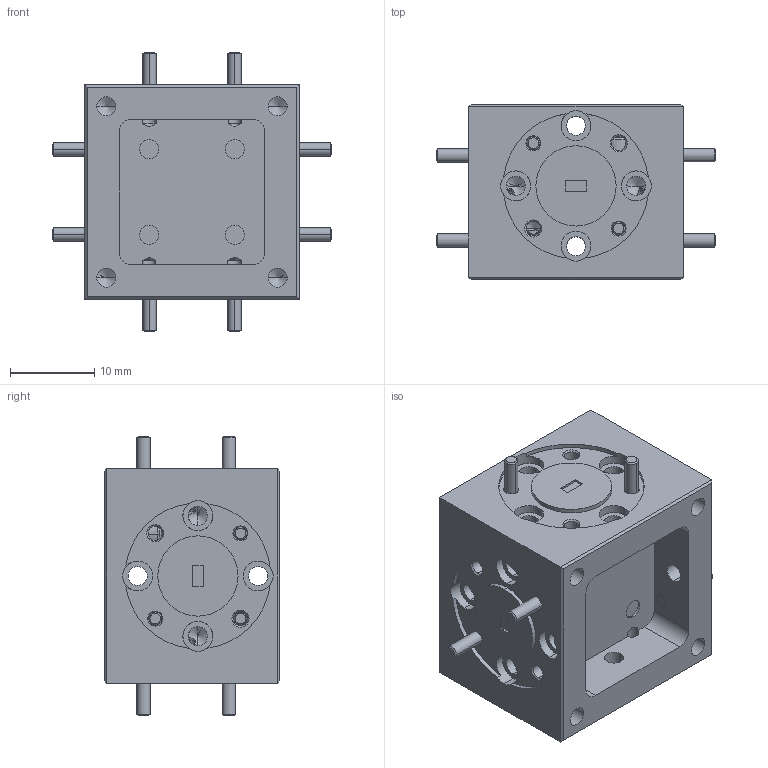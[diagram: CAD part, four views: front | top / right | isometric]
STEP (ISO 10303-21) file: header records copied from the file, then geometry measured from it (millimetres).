
FILE_DESCRIPTION (( 'STEP AP203' ), '1' );
FILE_NAME ('WX-BW-4-F7-A.STEP', '2022-12-02T23:34:25', ( '' ), ( '' ), 'SwSTEP 2.0', 'SolidWorks 2021', '' );
FILE_SCHEMA (( 'CONFIG_CONTROL_DESIGN' ));
Length unit declared in the file: inch
Products named in the file (1): WX-BW-4-F7-A
Bounding box: 33.15 x 20.75 x 33.15 mm (x, y, z)
Volume: 8934.6 mm3; surface area: 6211 mm2
Topology: 17 solids, 17 shells, 498 faces, 1180 edges, 708 vertices
Faces by surface type: cylinder 200, cone 150, plane 148
Entity records: 14453 total; most frequent: CARTESIAN_POINT 2665, DIRECTION 2648, ORIENTED_EDGE 2280, EDGE_CURVE 1140, AXIS2_PLACEMENT_3D 1059, VERTEX_POINT 708, EDGE_LOOP 586, CIRCLE 560
